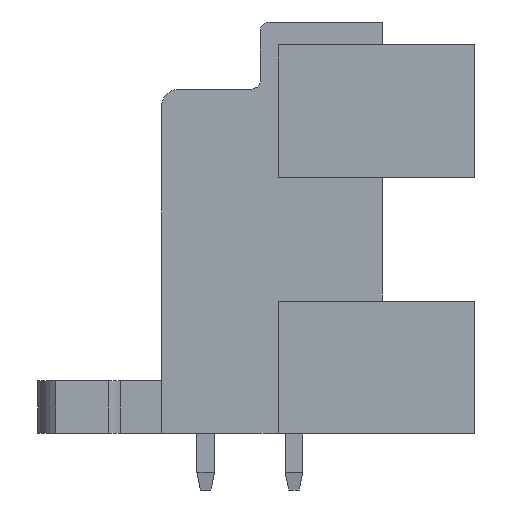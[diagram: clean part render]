
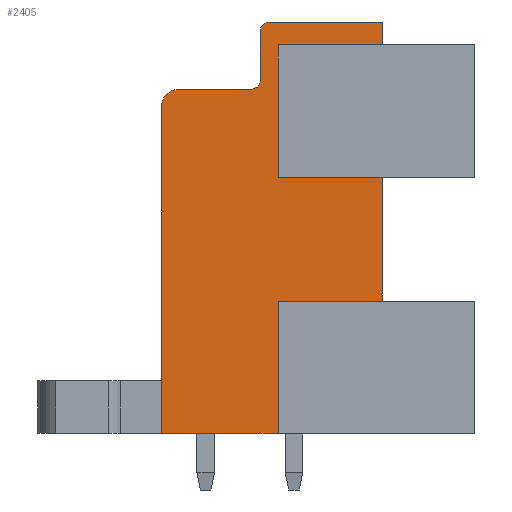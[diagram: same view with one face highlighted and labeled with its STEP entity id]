
A CAD part, left-side view. The second image highlights one B-rep face of the part: STEP entity #2405.
In plain terms, the highlighted planar face has unit normal (-1, 0, 0).
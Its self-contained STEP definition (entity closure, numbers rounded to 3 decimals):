
#105=AXIS2_PLACEMENT_3D('Plane Axis2P3D',#102,#103,#104) ;
#2110=AXIS2_PLACEMENT_3D('Circle Axis2P3D',#2108,#2109,$) ;
#2158=AXIS2_PLACEMENT_3D('Circle Axis2P3D',#2156,#2157,$) ;
#2206=AXIS2_PLACEMENT_3D('Circle Axis2P3D',#2204,#2205,$) ;
#36=CARTESIAN_POINT('Line Origine',(0.7,11.1,6.95)) ;
#40=CARTESIAN_POINT('Vertex',(0.7,11.1,10.7)) ;
#42=CARTESIAN_POINT('Vertex',(0.7,11.1,3.2)) ;
#102=CARTESIAN_POINT('Axis2P3D Location',(0.7,0.,0.)) ;
#142=CARTESIAN_POINT('Line Origine',(0.7,11.1,21.45)) ;
#146=CARTESIAN_POINT('Vertex',(0.7,11.1,25.2)) ;
#148=CARTESIAN_POINT('Vertex',(0.7,11.1,17.7)) ;
#1202=CARTESIAN_POINT('Vertex',(0.7,5.2,17.7)) ;
#1205=CARTESIAN_POINT('Line Origine',(0.7,5.2,14.2)) ;
#1209=CARTESIAN_POINT('Vertex',(0.7,5.2,10.7)) ;
#2050=CARTESIAN_POINT('Vertex',(0.7,5.2,26.5)) ;
#2053=CARTESIAN_POINT('Line Origine',(0.7,5.2,25.85)) ;
#2057=CARTESIAN_POINT('Vertex',(0.7,5.2,25.2)) ;
#2081=CARTESIAN_POINT('Vertex',(0.7,11.6,26.5)) ;
#2084=CARTESIAN_POINT('Line Origine',(0.7,8.4,26.5)) ;
#2105=CARTESIAN_POINT('Vertex',(0.7,12.1,26.)) ;
#2108=CARTESIAN_POINT('Axis2P3D Location',(0.7,11.6,26.)) ;
#2129=CARTESIAN_POINT('Vertex',(0.7,12.1,23.2)) ;
#2132=CARTESIAN_POINT('Line Origine',(0.7,12.1,24.6)) ;
#2153=CARTESIAN_POINT('Vertex',(0.7,12.6,22.7)) ;
#2156=CARTESIAN_POINT('Axis2P3D Location',(0.7,12.6,23.2)) ;
#2177=CARTESIAN_POINT('Vertex',(0.7,16.7,22.7)) ;
#2180=CARTESIAN_POINT('Line Origine',(0.7,14.65,22.7)) ;
#2201=CARTESIAN_POINT('Vertex',(0.7,17.7,21.7)) ;
#2204=CARTESIAN_POINT('Axis2P3D Location',(0.7,16.7,21.7)) ;
#2311=CARTESIAN_POINT('Vertex',(0.7,17.7,3.2)) ;
#2314=CARTESIAN_POINT('Line Origine',(0.7,17.7,12.45)) ;
#2368=CARTESIAN_POINT('Line Origine',(0.7,8.15,17.7)) ;
#2373=CARTESIAN_POINT('Line Origine',(0.7,8.15,25.2)) ;
#2378=CARTESIAN_POINT('Line Origine',(0.7,14.4,3.2)) ;
#2383=CARTESIAN_POINT('Line Origine',(0.7,8.15,10.7)) ;
#37=DIRECTION('Vector Direction',(0.,0.,1.)) ;
#103=DIRECTION('Axis2P3D Direction',(-1.,0.,0.)) ;
#104=DIRECTION('Axis2P3D XDirection',(0.,-1.,0.)) ;
#143=DIRECTION('Vector Direction',(0.,0.,1.)) ;
#1206=DIRECTION('Vector Direction',(0.,0.,-1.)) ;
#2054=DIRECTION('Vector Direction',(0.,0.,-1.)) ;
#2085=DIRECTION('Vector Direction',(0.,-1.,0.)) ;
#2109=DIRECTION('Axis2P3D Direction',(-1.,0.,0.)) ;
#2133=DIRECTION('Vector Direction',(0.,0.,1.)) ;
#2157=DIRECTION('Axis2P3D Direction',(-1.,0.,0.)) ;
#2181=DIRECTION('Vector Direction',(0.,-1.,0.)) ;
#2205=DIRECTION('Axis2P3D Direction',(-1.,0.,0.)) ;
#2315=DIRECTION('Vector Direction',(0.,0.,1.)) ;
#2369=DIRECTION('Vector Direction',(0.,1.,0.)) ;
#2374=DIRECTION('Vector Direction',(0.,-1.,0.)) ;
#2379=DIRECTION('Vector Direction',(0.,1.,0.)) ;
#2384=DIRECTION('Vector Direction',(0.,-1.,0.)) ;
#38=VECTOR('Line Direction',#37,1.) ;
#144=VECTOR('Line Direction',#143,1.) ;
#1207=VECTOR('Line Direction',#1206,1.) ;
#2055=VECTOR('Line Direction',#2054,1.) ;
#2086=VECTOR('Line Direction',#2085,1.) ;
#2134=VECTOR('Line Direction',#2133,1.) ;
#2182=VECTOR('Line Direction',#2181,1.) ;
#2316=VECTOR('Line Direction',#2315,1.) ;
#2370=VECTOR('Line Direction',#2369,1.) ;
#2375=VECTOR('Line Direction',#2374,1.) ;
#2380=VECTOR('Line Direction',#2379,1.) ;
#2385=VECTOR('Line Direction',#2384,1.) ;
#2389=ORIENTED_EDGE('',*,*,#2372,.F.) ;
#2390=ORIENTED_EDGE('',*,*,#150,.F.) ;
#2391=ORIENTED_EDGE('',*,*,#2377,.F.) ;
#2392=ORIENTED_EDGE('',*,*,#2059,.T.) ;
#2393=ORIENTED_EDGE('',*,*,#2088,.T.) ;
#2394=ORIENTED_EDGE('',*,*,#2112,.T.) ;
#2395=ORIENTED_EDGE('',*,*,#2136,.T.) ;
#2396=ORIENTED_EDGE('',*,*,#2160,.T.) ;
#2397=ORIENTED_EDGE('',*,*,#2184,.T.) ;
#2398=ORIENTED_EDGE('',*,*,#2208,.T.) ;
#2399=ORIENTED_EDGE('',*,*,#2318,.T.) ;
#2400=ORIENTED_EDGE('',*,*,#2382,.T.) ;
#2401=ORIENTED_EDGE('',*,*,#44,.F.) ;
#2402=ORIENTED_EDGE('',*,*,#2387,.F.) ;
#2403=ORIENTED_EDGE('',*,*,#1211,.T.) ;
#2405=ADVANCED_FACE('Housing',(#2404),#106,.T.) ;
#2111=CIRCLE('generated circle',#2110,0.5) ;
#2159=CIRCLE('generated circle',#2158,0.5) ;
#2207=CIRCLE('generated circle',#2206,1.) ;
#44=EDGE_CURVE('',#41,#43,#39,.F.) ;
#150=EDGE_CURVE('',#147,#149,#145,.F.) ;
#1211=EDGE_CURVE('',#1210,#1203,#1208,.F.) ;
#2059=EDGE_CURVE('',#2058,#2051,#2056,.F.) ;
#2088=EDGE_CURVE('',#2051,#2082,#2087,.F.) ;
#2112=EDGE_CURVE('',#2082,#2106,#2111,.T.) ;
#2136=EDGE_CURVE('',#2106,#2130,#2135,.F.) ;
#2160=EDGE_CURVE('',#2130,#2154,#2159,.F.) ;
#2184=EDGE_CURVE('',#2154,#2178,#2183,.F.) ;
#2208=EDGE_CURVE('',#2178,#2202,#2207,.T.) ;
#2318=EDGE_CURVE('',#2202,#2312,#2317,.F.) ;
#2372=EDGE_CURVE('',#149,#1203,#2371,.F.) ;
#2377=EDGE_CURVE('',#2058,#147,#2376,.F.) ;
#2382=EDGE_CURVE('',#2312,#43,#2381,.F.) ;
#2387=EDGE_CURVE('',#1210,#41,#2386,.F.) ;
#2388=EDGE_LOOP('',(#2389,#2390,#2391,#2392,#2393,#2394,#2395,#2396,#2397,#2398,#2399,#2400,#2401,#2402,#2403)) ;
#2404=FACE_OUTER_BOUND('',#2388,.T.) ;
#39=LINE('Line',#36,#38) ;
#145=LINE('Line',#142,#144) ;
#1208=LINE('Line',#1205,#1207) ;
#2056=LINE('Line',#2053,#2055) ;
#2087=LINE('Line',#2084,#2086) ;
#2135=LINE('Line',#2132,#2134) ;
#2183=LINE('Line',#2180,#2182) ;
#2317=LINE('Line',#2314,#2316) ;
#2371=LINE('Line',#2368,#2370) ;
#2376=LINE('Line',#2373,#2375) ;
#2381=LINE('Line',#2378,#2380) ;
#2386=LINE('Line',#2383,#2385) ;
#106=PLANE('',#105) ;
#41=VERTEX_POINT('',#40) ;
#43=VERTEX_POINT('',#42) ;
#147=VERTEX_POINT('',#146) ;
#149=VERTEX_POINT('',#148) ;
#1203=VERTEX_POINT('',#1202) ;
#1210=VERTEX_POINT('',#1209) ;
#2051=VERTEX_POINT('',#2050) ;
#2058=VERTEX_POINT('',#2057) ;
#2082=VERTEX_POINT('',#2081) ;
#2106=VERTEX_POINT('',#2105) ;
#2130=VERTEX_POINT('',#2129) ;
#2154=VERTEX_POINT('',#2153) ;
#2178=VERTEX_POINT('',#2177) ;
#2202=VERTEX_POINT('',#2201) ;
#2312=VERTEX_POINT('',#2311) ;
